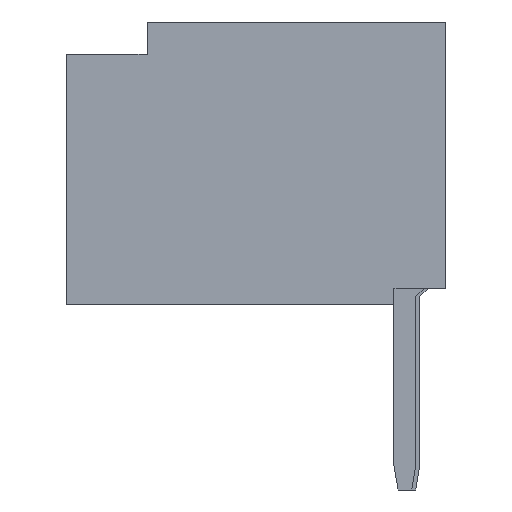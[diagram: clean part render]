
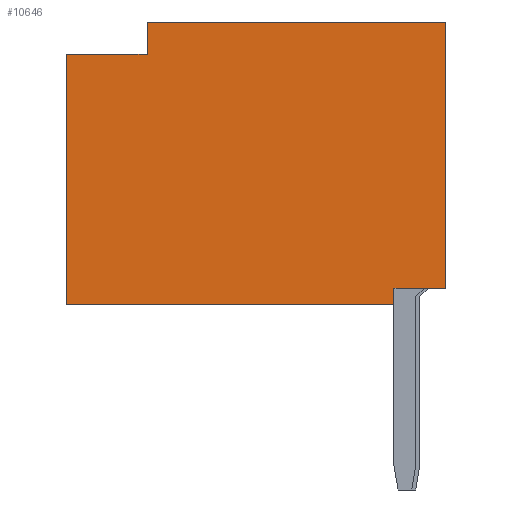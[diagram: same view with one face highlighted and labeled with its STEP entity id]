
A CAD part, left-side view. The second image highlights one B-rep face of the part: STEP entity #10646.
In plain terms, the highlighted planar face has unit normal (-1, 0, 0).
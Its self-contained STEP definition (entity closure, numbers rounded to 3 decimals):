
#878=ORIENTED_EDGE('',*,*,#2851,.F.);
#879=ORIENTED_EDGE('',*,*,#2969,.T.);
#880=ORIENTED_EDGE('',*,*,#3030,.T.);
#881=ORIENTED_EDGE('',*,*,#3031,.T.);
#882=ORIENTED_EDGE('',*,*,#2981,.F.);
#883=ORIENTED_EDGE('',*,*,#2976,.T.);
#884=ORIENTED_EDGE('',*,*,#3028,.T.);
#885=ORIENTED_EDGE('',*,*,#3032,.T.);
#2851=EDGE_CURVE('',#3982,#3983,#4684,.T.);
#2969=EDGE_CURVE('',#3982,#4045,#4802,.T.);
#2976=EDGE_CURVE('',#4050,#4049,#4809,.T.);
#2981=EDGE_CURVE('',#4050,#4052,#4814,.T.);
#3028=EDGE_CURVE('',#4049,#4082,#4861,.T.);
#3030=EDGE_CURVE('',#4045,#4083,#4863,.T.);
#3031=EDGE_CURVE('',#4083,#4052,#4864,.T.);
#3032=EDGE_CURVE('',#4082,#3983,#4865,.T.);
#3982=VERTEX_POINT('',#14013);
#3983=VERTEX_POINT('',#14015);
#4045=VERTEX_POINT('',#14228);
#4049=VERTEX_POINT('',#14241);
#4050=VERTEX_POINT('',#14243);
#4052=VERTEX_POINT('',#14248);
#4082=VERTEX_POINT('',#14344);
#4083=VERTEX_POINT('',#14350);
#4684=LINE('',#14014,#5563);
#4802=LINE('',#14229,#5681);
#4809=LINE('',#14242,#5688);
#4814=LINE('',#14252,#5693);
#4861=LINE('',#14345,#5740);
#4863=LINE('',#14349,#5742);
#4864=LINE('',#14351,#5743);
#4865=LINE('',#14352,#5744);
#5563=VECTOR('',#11828,1000.);
#5681=VECTOR('',#12014,1000.);
#5688=VECTOR('',#12025,1000.);
#5693=VECTOR('',#12032,1000.);
#5740=VECTOR('',#12113,1000.);
#5742=VECTOR('',#12119,1000.);
#5743=VECTOR('',#12120,1000.);
#5744=VECTOR('',#12121,1000.);
#6362=EDGE_LOOP('',(#878,#879,#880,#881,#882,#883,#884,#885));
#6815=FACE_BOUND('',#6362,.T.);
#7268=PLANE('',#11093);
#10646=ADVANCED_FACE('',(#6815),#7268,.T.);
#11093=AXIS2_PLACEMENT_3D('',#14348,#12117,#12118);
#11828=DIRECTION('',(0.,1.,0.));
#12014=DIRECTION('',(0.,0.,-1.));
#12025=DIRECTION('',(0.,0.,1.));
#12032=DIRECTION('',(0.,-1.,0.));
#12113=DIRECTION('',(0.,1.,0.));
#12117=DIRECTION('',(-1.,0.,0.));
#12118=DIRECTION('',(0.,0.,1.));
#12119=DIRECTION('',(0.,-1.,0.));
#12120=DIRECTION('',(0.,0.,1.));
#12121=DIRECTION('',(0.,0.,-1.));
#14013=CARTESIAN_POINT('',(-6.5,1.55,-1.71));
#14014=CARTESIAN_POINT('',(-6.5,1.55,-1.71));
#14015=CARTESIAN_POINT('',(-6.5,1.75,-1.71));
#14228=CARTESIAN_POINT('',(-6.5,1.55,-2.35));
#14229=CARTESIAN_POINT('',(-6.5,1.55,-1.81));
#14241=CARTESIAN_POINT('',(-6.5,-1.35,2.35));
#14242=CARTESIAN_POINT('',(-6.5,-1.35,1.35));
#14243=CARTESIAN_POINT('',(-6.5,-1.35,1.35));
#14248=CARTESIAN_POINT('',(-6.5,-1.75,1.35));
#14252=CARTESIAN_POINT('',(-6.5,-1.35,1.35));
#14344=CARTESIAN_POINT('',(-6.5,1.75,2.35));
#14345=CARTESIAN_POINT('',(-6.5,-1.75,2.35));
#14348=CARTESIAN_POINT('',(-6.5,0.,0.));
#14349=CARTESIAN_POINT('',(-6.5,1.75,-2.35));
#14350=CARTESIAN_POINT('',(-6.5,-1.75,-2.35));
#14351=CARTESIAN_POINT('',(-6.5,-1.75,-2.35));
#14352=CARTESIAN_POINT('',(-6.5,1.75,2.35));
